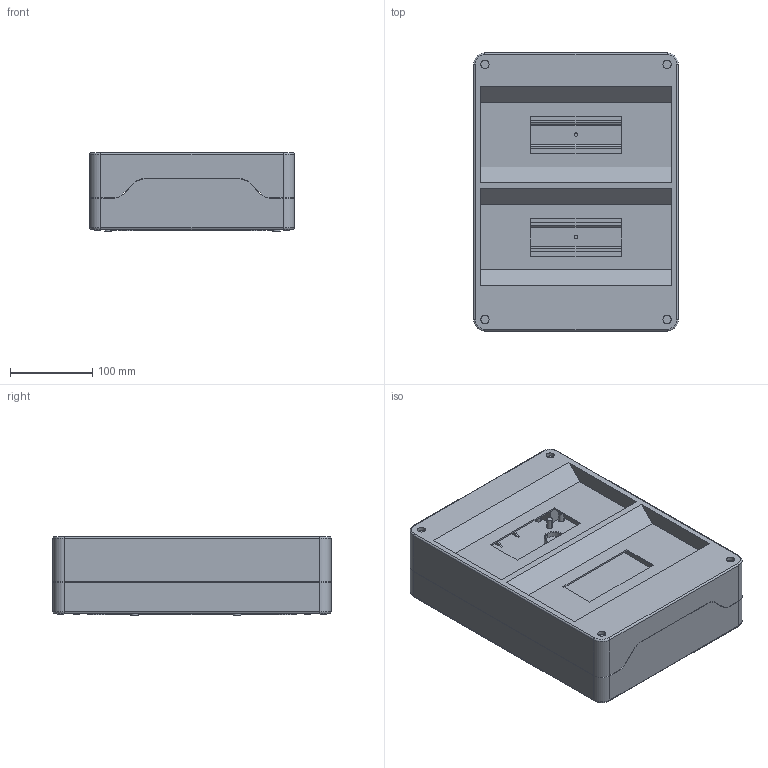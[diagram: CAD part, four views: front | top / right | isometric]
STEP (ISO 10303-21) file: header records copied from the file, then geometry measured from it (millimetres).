
FILE_DESCRIPTION((''),'2;1');
FILE_NAME('GW40030_ASM','2021-07-16T10:11:29',('User'),('Axiro Italia'),'CREO PARAMETRIC BY PTC INC, 2020354','CREO PARAMETRIC BY PTC INC, 2020354','');
FILE_SCHEMA(('CONFIG_CONTROL_DESIGN'));
Length unit declared in the file: millimetre
Products named in the file (4): GW40030_COMPONENTE_B_OR; GW40030_COMPONENTE_A_OR; GUIDA_DIN_12_1; GW40030_ASM
Assembly tree (4 placements, depth 2):
  GW40030_ASM
    GW40030_COMPONENTE_B_OR
    GW40030_COMPONENTE_A_OR
    GUIDA_DIN_12_1  x2
Bounding box: 250 x 339 x 96.15 mm (x, y, z)
Volume: 746036.6 mm3; surface area: 660981.6 mm2
Topology: 4 solids, 4 shells, 1051 faces, 2774 edges, 1816 vertices
Faces by surface type: plane 763, cylinder 204, cone 76, torus 8
Entity records: 30928 total; most frequent: CARTESIAN_POINT 5519, ORIENTED_EDGE 5284, DIRECTION 5152, EDGE_CURVE 2642, VECTOR 2094, LINE 2094, VERTEX_POINT 1728, AXIS2_PLACEMENT_3D 1529
